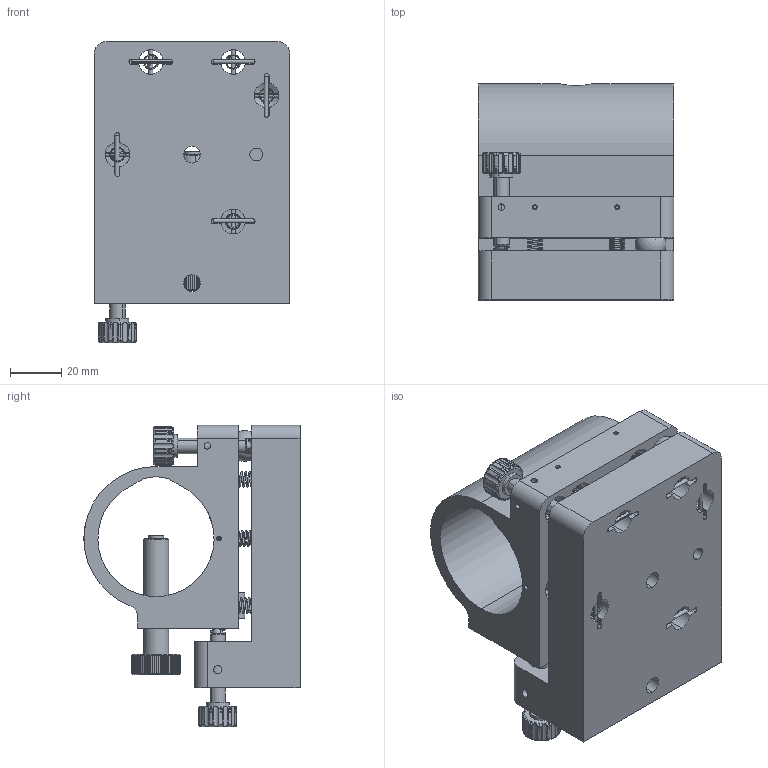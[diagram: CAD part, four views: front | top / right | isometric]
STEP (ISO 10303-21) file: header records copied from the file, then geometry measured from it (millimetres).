
FILE_DESCRIPTION (( 'STEP AP203' ), '1' );
FILE_NAME ('04LMR-4AM.STEP', '2016-03-04T06:27:16', ( '' ), ( '' ), 'SwSTEP 2.0', 'SolidWorks 2016', '' );
FILE_SCHEMA (( 'CONFIG_CONTROL_DESIGN' ));
Length unit declared in the file: millimetre
Products named in the file (1): 04LMR-4AM
Bounding box: 76 x 84 x 117.13 mm (x, y, z)
Volume: 311184.5 mm3; surface area: 82973.3 mm2
Topology: 35 solids, 35 shells, 918 faces, 2421 edges, 1578 vertices
Faces by surface type: cylinder 482, plane 275, bspline 60, cone 57, torus 36, sphere 8
Entity records: 55645 total; most frequent: CARTESIAN_POINT 33680, ORIENTED_EDGE 4788, DIRECTION 4260, EDGE_CURVE 2394, AXIS2_PLACEMENT_3D 1635, VERTEX_POINT 1565, EDGE_LOOP 1003, LINE 990
